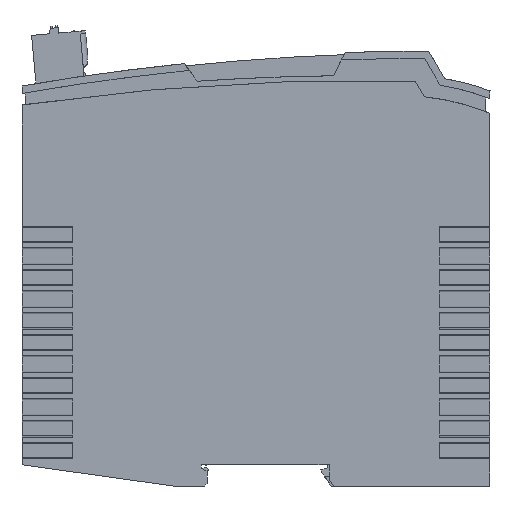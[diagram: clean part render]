
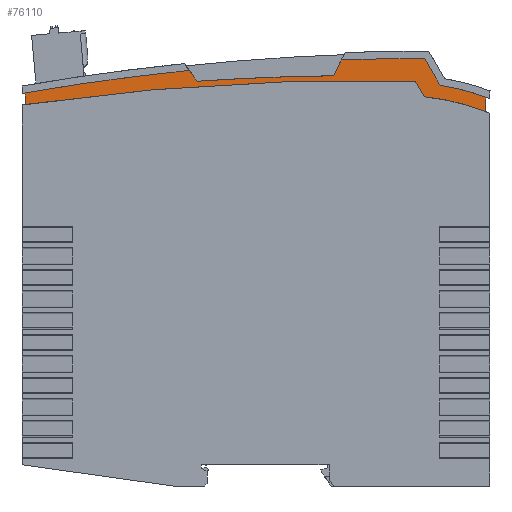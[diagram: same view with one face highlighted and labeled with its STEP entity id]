
A CAD part, left-side view. The second image highlights one B-rep face of the part: STEP entity #76110.
In plain terms, the highlighted planar face has unit normal (-1, 0, 0).
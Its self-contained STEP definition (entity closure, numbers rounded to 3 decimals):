
#54060=CARTESIAN_POINT('',(1.1,48.91,
99.652));
#54070=VERTEX_POINT('',#54060);
#54100=CARTESIAN_POINT('',(1.107,-43.785,
-548.756));
#54110=DIRECTION('',(-1.,0.,
0.));
#54120=DIRECTION('',(0.,-0.087,
-0.996));
#54130=AXIS2_PLACEMENT_3D('',#54100,#54110,#54120);
#54140=ELLIPSE('',#54130,655.,655.);
#54150=CARTESIAN_POINT('',(1.101,-59.275,
106.061));
#54160=VERTEX_POINT('',#54150);
#54170=EDGE_CURVE('',#54160,#54070,#54140,.T.);
#74240=CARTESIAN_POINT('',(1.101,-61.748,
101.778));
#74250=VERTEX_POINT('',#74240);
#74280=CARTESIAN_POINT('',(1.101,-54.345,
33.076));
#74290=DIRECTION('',(-1.,0.,
0.));
#74300=DIRECTION('',(0.,-0.087,
-0.996));
#74310=AXIS2_PLACEMENT_3D('',#74280,#74290,#74300);
#74320=ELLIPSE('',#74310,69.1,69.1);
#74330=CARTESIAN_POINT('',(1.101,-78.811,
97.7));
#74340=VERTEX_POINT('',#74330);
#74350=EDGE_CURVE('',#74340,#74250,#74320,.T.);
#75110=CARTESIAN_POINT('',(1.101,-64.459,
97.083));
#75120=DIRECTION('',(0.,0.5,
0.866));
#75130=VECTOR('',#75120,1.);
#75140=LINE('',#75110,#75130);
#75150=EDGE_CURVE('',#74250,#54160,#75140,.T.);
#75270=CARTESIAN_POINT('',(1.1,25.799,
101.922));
#75280=DIRECTION('',(-1.,0.,
0.));
#75290=DIRECTION('',(0.,-0.087,
-0.996));
#75300=AXIS2_PLACEMENT_3D('',#75270,#75280,#75290);
#75310=PLANE('',#75300);
#75320=CARTESIAN_POINT('',(1.1,3.547,
109.098));
#75330=DIRECTION('',(0.,-0.588,
-0.809));
#75340=VECTOR('',#75330,1.);
#75350=LINE('',#75320,#75340);
#75360=CARTESIAN_POINT('',(1.1,3.547,
109.098));
#75370=VERTEX_POINT('',#75360);
#75380=CARTESIAN_POINT('',(1.1,1.362,
106.093));
#75390=VERTEX_POINT('',#75380);
#75400=EDGE_CURVE('',#75370,#75390,#75350,.T.);
#75410=ORIENTED_EDGE('',*,*,#75400,.F.);
#75420=CARTESIAN_POINT('',(1.107,-43.764,
-548.854));
#75430=DIRECTION('',(1.,0.,
0.));
#75440=DIRECTION('',(0.,0.,
-1.));
#75450=AXIS2_PLACEMENT_3D('',#75420,#75430,#75440);
#75460=CIRCLE('',#75450,656.5);
#75470=CARTESIAN_POINT('',(1.1,-36.606,
107.607));
#75480=VERTEX_POINT('',#75470);
#75490=EDGE_CURVE('',#75390,#75480,#75460,.T.);
#75500=ORIENTED_EDGE('',*,*,#75490,.F.);
#75510=CARTESIAN_POINT('',(1.1,-36.606,
107.607));
#75520=DIRECTION('',(0.,-0.438,
0.899));
#75530=VECTOR('',#75520,1.);
#75540=LINE('',#75510,#75530);
#75550=CARTESIAN_POINT('',(1.1,-38.745,
111.999));
#75560=VERTEX_POINT('',#75550);
#75570=EDGE_CURVE('',#75480,#75560,#75540,.T.);
#75580=ORIENTED_EDGE('',*,*,#75570,.F.);
#75590=CARTESIAN_POINT('',(1.107,-62.609,
-545.568));
#75600=DIRECTION('',(1.,0.,
0.));
#75610=DIRECTION('',(0.,0.,
-1.));
#75620=AXIS2_PLACEMENT_3D('',#75590,#75600,#75610);
#75630=CIRCLE('',#75620,658.);
#75640=CARTESIAN_POINT('',(1.1,-61.856,
112.432));
#75650=VERTEX_POINT('',#75640);
#75660=EDGE_CURVE('',#75560,#75650,#75630,.T.);
#75670=ORIENTED_EDGE('',*,*,#75660,.F.);
#75680=CARTESIAN_POINT('',(1.101,-70.705,
97.083));
#75690=DIRECTION('',(0.,0.499,
0.866));
#75700=VECTOR('',#75690,1.);
#75710=LINE('',#75680,#75700);
#75720=CARTESIAN_POINT('',(1.101,-66.143,
104.996));
#75730=VERTEX_POINT('',#75720);
#75740=EDGE_CURVE('',#75730,#75650,#75710,.T.);
#75750=ORIENTED_EDGE('',*,*,#75740,.T.);
#75760=CARTESIAN_POINT('',(1.101,-54.304,
32.963));
#75770=DIRECTION('',(1.,0.,
0.));
#75780=DIRECTION('',(0.,0.,
-1.));
#75790=AXIS2_PLACEMENT_3D('',#75760,#75770,#75780);
#75800=CIRCLE('',#75790,73.);
#75810=CARTESIAN_POINT('',(1.101,-78.811,
101.726));
#75820=VERTEX_POINT('',#75810);
#75830=EDGE_CURVE('',#75730,#75820,#75800,.T.);
#75840=ORIENTED_EDGE('',*,*,#75830,.F.);
#75850=CARTESIAN_POINT('',(1.101,-78.811,
97.083));
#75860=DIRECTION('',(0.,0.,
-1.));
#75870=VECTOR('',#75860,1.);
#75880=LINE('',#75850,#75870);
#75890=EDGE_CURVE('',#75820,#74340,#75880,.T.);
#75900=ORIENTED_EDGE('',*,*,#75890,.F.);
#75910=ORIENTED_EDGE('',*,*,#74350,.F.);
#75920=ORIENTED_EDGE('',*,*,#75150,.F.);
#75930=ORIENTED_EDGE('',*,*,#54170,.F.);
#75940=CARTESIAN_POINT('',(1.1,48.662,
97.083));
#75950=DIRECTION('',(0.,0.096,
0.995));
#75960=VECTOR('',#75950,1.);
#75970=LINE('',#75940,#75960);
#75980=CARTESIAN_POINT('',(1.1,49.219,
102.86));
#75990=VERTEX_POINT('',#75980);
#76000=EDGE_CURVE('',#54070,#75990,#75970,.T.);
#76010=ORIENTED_EDGE('',*,*,#76000,.F.);
#76020=CARTESIAN_POINT('',(1.107,-62.609,
-545.568));
#76030=DIRECTION('',(1.,0.,
0.));
#76040=DIRECTION('',(0.,0.,
-1.));
#76050=AXIS2_PLACEMENT_3D('',#76020,#76030,#76040);
#76060=CIRCLE('',#76050,658.);
#76070=EDGE_CURVE('',#75990,#75370,#76060,.T.);
#76080=ORIENTED_EDGE('',*,*,#76070,.F.);
#76090=EDGE_LOOP('',(#76080,#76010,#75930,#75920,#75910,#75900,#75840,
#75750,#75670,#75580,#75500,#75410));
#76100=FACE_OUTER_BOUND('',#76090,.T.);
#76110=ADVANCED_FACE('',(#76100),#75310,.T.);
